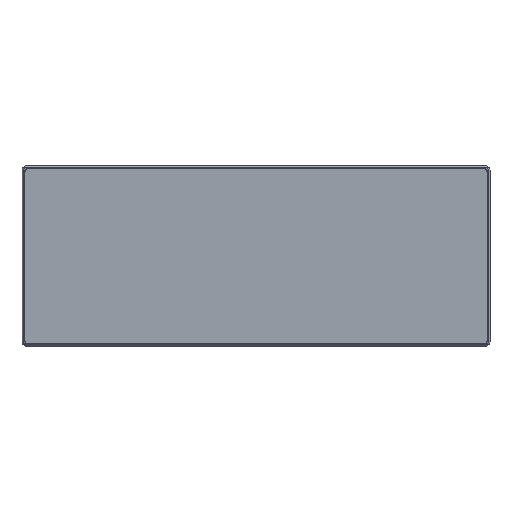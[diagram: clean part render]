
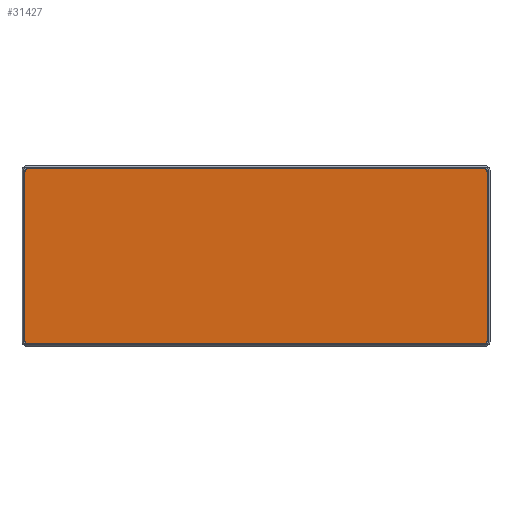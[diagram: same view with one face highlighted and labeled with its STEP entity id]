
A CAD part, top view. The second image highlights one B-rep face of the part: STEP entity #31427.
In plain terms, the highlighted planar face has unit normal (0, -0.052, 0.999).
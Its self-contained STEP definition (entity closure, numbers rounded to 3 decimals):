
#9761=CARTESIAN_POINT('',(-242.265,93.287,7.893));
#9762=DIRECTION('',(0.,0.052,-0.999));
#9763=DIRECTION('',(-1.,0.,0.));
#9764=AXIS2_PLACEMENT_3D('',#9761,#9762,#9763);
#9766=DIRECTION('',(1.,0.,0.));
#9767=VECTOR('',#9766,484.53);
#9768=CARTESIAN_POINT('',(-242.265,96.153,8.043));
#9769=LINE('',#9768,#9767);
#9770=CARTESIAN_POINT('',(242.266,93.287,7.893));
#9771=DIRECTION('',(0.,0.052,-0.999));
#9772=DIRECTION('',(0.,0.999,0.052));
#9773=AXIS2_PLACEMENT_3D('',#9770,#9771,#9772);
#9775=DIRECTION('',(0.,-0.999,-0.052));
#9776=VECTOR('',#9775,179.73);
#9777=CARTESIAN_POINT('',(245.136,93.287,7.893));
#9778=LINE('',#9777,#9776);
#9779=CARTESIAN_POINT('',(242.266,-86.197,-1.513));
#9780=DIRECTION('',(0.,0.052,-0.999));
#9781=DIRECTION('',(1.,0.,0.));
#9782=AXIS2_PLACEMENT_3D('',#9779,#9780,#9781);
#9784=DIRECTION('',(-1.,0.,0.));
#9785=VECTOR('',#9784,484.53);
#9786=CARTESIAN_POINT('',(242.266,-89.063,-1.663));
#9787=LINE('',#9786,#9785);
#9788=CARTESIAN_POINT('',(-242.265,-86.197,-1.513));
#9789=DIRECTION('',(0.,0.052,-0.999));
#9790=DIRECTION('',(0.,-0.999,-0.052));
#9791=AXIS2_PLACEMENT_3D('',#9788,#9789,#9790);
#9793=DIRECTION('',(0.,0.999,0.052));
#9794=VECTOR('',#9793,179.73);
#9795=CARTESIAN_POINT('',(-245.135,-86.197,-1.513));
#9796=LINE('',#9795,#9794);
#10773=CARTESIAN_POINT('',(242.266,96.153,8.043));
#10774=CARTESIAN_POINT('',(245.136,93.287,7.893));
#10775=VERTEX_POINT('',#10773);
#10776=VERTEX_POINT('',#10774);
#10777=CARTESIAN_POINT('',(-245.135,-86.197,-1.513));
#10778=CARTESIAN_POINT('',(-245.135,93.287,7.893));
#10779=VERTEX_POINT('',#10777);
#10780=VERTEX_POINT('',#10778);
#10781=CARTESIAN_POINT('',(-242.265,96.153,8.043));
#10782=VERTEX_POINT('',#10781);
#10783=CARTESIAN_POINT('',(245.136,-86.197,-1.513));
#10784=VERTEX_POINT('',#10783);
#10785=CARTESIAN_POINT('',(242.266,-89.063,-1.663));
#10786=VERTEX_POINT('',#10785);
#10787=CARTESIAN_POINT('',(-242.265,-89.063,-1.663));
#10788=VERTEX_POINT('',#10787);
#31412=CARTESIAN_POINT('',(0.,3.545,
3.19));
#31413=DIRECTION('',(0.,-0.052,0.999));
#31414=DIRECTION('',(1.,0.,0.));
#31415=AXIS2_PLACEMENT_3D('',#31412,#31413,#31414);
#31416=PLANE('',#31415);
#31417=ORIENTED_EDGE('',*,*,#31369,.T.);
#31418=ORIENTED_EDGE('',*,*,#31394,.T.);
#31419=ORIENTED_EDGE('',*,*,#31212,.T.);
#31420=ORIENTED_EDGE('',*,*,#31239,.T.);
#31421=ORIENTED_EDGE('',*,*,#31265,.T.);
#31422=ORIENTED_EDGE('',*,*,#31291,.T.);
#31423=ORIENTED_EDGE('',*,*,#31317,.T.);
#31424=ORIENTED_EDGE('',*,*,#31343,.T.);
#31425=EDGE_LOOP('',(#31417,#31418,#31419,#31420,#31421,#31422,#31423,#31424));
#31426=FACE_OUTER_BOUND('',#31425,.F.);
#31427=ADVANCED_FACE('',(#31426),#31416,.T.);
#9765=CIRCLE('',#9764,2.87);
#9774=CIRCLE('',#9773,2.87);
#9783=CIRCLE('',#9782,2.87);
#9792=CIRCLE('',#9791,2.87);
#31212=EDGE_CURVE('',#10775,#10776,#9774,.T.);
#31239=EDGE_CURVE('',#10776,#10784,#9778,.T.);
#31265=EDGE_CURVE('',#10784,#10786,#9783,.T.);
#31291=EDGE_CURVE('',#10786,#10788,#9787,.T.);
#31317=EDGE_CURVE('',#10788,#10779,#9792,.T.);
#31343=EDGE_CURVE('',#10779,#10780,#9796,.T.);
#31369=EDGE_CURVE('',#10780,#10782,#9765,.T.);
#31394=EDGE_CURVE('',#10782,#10775,#9769,.T.);
